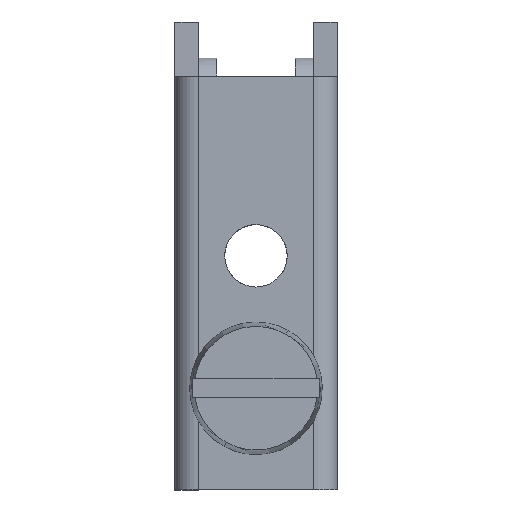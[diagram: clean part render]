
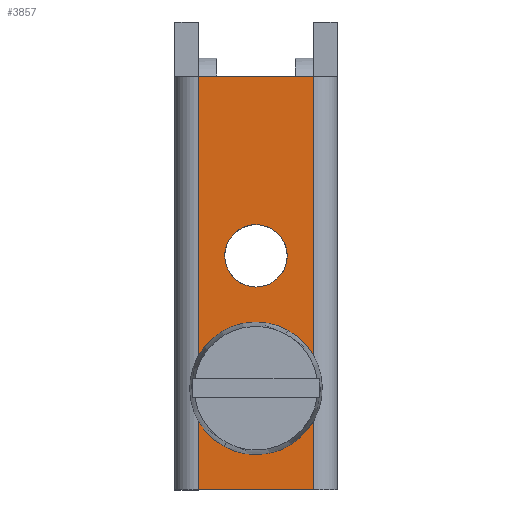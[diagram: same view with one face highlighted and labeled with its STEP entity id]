
A CAD part, top view. The second image highlights one B-rep face of the part: STEP entity #3857.
In plain terms, the highlighted planar face has unit normal (0, 0, 1).
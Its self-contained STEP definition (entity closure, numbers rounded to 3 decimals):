
#3716=AXIS2_PLACEMENT_3D('Plane Axis2P3D',#3713,#3714,#3715) ;
#3678=CARTESIAN_POINT('Line Origine',(1.51,26.5,22.504)) ;
#3682=CARTESIAN_POINT('Vertex',(1.51,26.5,22.504)) ;
#3684=CARTESIAN_POINT('Vertex',(1.51,0.,22.504)) ;
#3713=CARTESIAN_POINT('Axis2P3D Location',(5.2,0.,22.504)) ;
#3718=CARTESIAN_POINT('Line Origine',(5.201,0.,22.504)) ;
#3722=CARTESIAN_POINT('Vertex',(8.892,0.,22.504)) ;
#3725=CARTESIAN_POINT('Line Origine',(8.892,13.25,22.504)) ;
#3729=CARTESIAN_POINT('Vertex',(8.892,26.5,22.504)) ;
#3732=CARTESIAN_POINT('Line Origine',(5.201,26.5,22.504)) ;
#3744=CARTESIAN_POINT('Control Point',(5.2,13.,22.504)) ;
#3745=CARTESIAN_POINT('Control Point',(5.408,13.,22.504)) ;
#3746=CARTESIAN_POINT('Control Point',(5.615,13.027,22.504)) ;
#3747=CARTESIAN_POINT('Control Point',(5.818,13.081,22.504)) ;
#3748=CARTESIAN_POINT('Control Point',(6.206,13.241,22.504)) ;
#3749=CARTESIAN_POINT('Control Point',(6.54,13.494,22.504)) ;
#3750=CARTESIAN_POINT('Control Point',(6.689,13.642,22.504)) ;
#3751=CARTESIAN_POINT('Control Point',(6.947,13.973,22.504)) ;
#3752=CARTESIAN_POINT('Control Point',(7.111,14.358,22.504)) ;
#3753=CARTESIAN_POINT('Control Point',(7.168,14.56,22.504)) ;
#3754=CARTESIAN_POINT('Control Point',(7.227,14.975,22.504)) ;
#3755=CARTESIAN_POINT('Control Point',(7.178,15.391,22.504)) ;
#3756=CARTESIAN_POINT('Control Point',(7.127,15.594,22.504)) ;
#3757=CARTESIAN_POINT('Control Point',(6.972,15.984,22.504)) ;
#3758=CARTESIAN_POINT('Control Point',(6.723,16.321,22.504)) ;
#3759=CARTESIAN_POINT('Control Point',(6.577,16.472,22.504)) ;
#3760=CARTESIAN_POINT('Control Point',(6.249,16.734,22.504)) ;
#3761=CARTESIAN_POINT('Control Point',(5.866,16.903,22.504)) ;
#3762=CARTESIAN_POINT('Control Point',(5.664,16.962,22.504)) ;
#3763=CARTESIAN_POINT('Control Point',(5.447,16.996,22.504)) ;
#3764=CARTESIAN_POINT('Control Point',(5.23,17.,22.504)) ;
#3765=CARTESIAN_POINT('Control Point',(5.22,17.,22.504)) ;
#3766=CARTESIAN_POINT('Control Point',(5.21,17.,22.504)) ;
#3767=CARTESIAN_POINT('Control Point',(5.2,17.,22.504)) ;
#3768=CARTESIAN_POINT('Vertex',(5.2,13.,22.504)) ;
#3770=CARTESIAN_POINT('Vertex',(5.2,17.,22.504)) ;
#3774=CARTESIAN_POINT('Control Point',(5.2,17.,22.504)) ;
#3775=CARTESIAN_POINT('Control Point',(4.992,17.,22.504)) ;
#3776=CARTESIAN_POINT('Control Point',(4.785,16.973,22.504)) ;
#3777=CARTESIAN_POINT('Control Point',(4.582,16.919,22.504)) ;
#3778=CARTESIAN_POINT('Control Point',(4.194,16.759,22.504)) ;
#3779=CARTESIAN_POINT('Control Point',(3.86,16.506,22.504)) ;
#3780=CARTESIAN_POINT('Control Point',(3.711,16.358,22.504)) ;
#3781=CARTESIAN_POINT('Control Point',(3.453,16.027,22.504)) ;
#3782=CARTESIAN_POINT('Control Point',(3.289,15.642,22.504)) ;
#3783=CARTESIAN_POINT('Control Point',(3.232,15.44,22.504)) ;
#3784=CARTESIAN_POINT('Control Point',(3.173,15.025,22.504)) ;
#3785=CARTESIAN_POINT('Control Point',(3.222,14.609,22.504)) ;
#3786=CARTESIAN_POINT('Control Point',(3.273,14.406,22.504)) ;
#3787=CARTESIAN_POINT('Control Point',(3.428,14.016,22.504)) ;
#3788=CARTESIAN_POINT('Control Point',(3.677,13.679,22.504)) ;
#3789=CARTESIAN_POINT('Control Point',(3.823,13.528,22.504)) ;
#3790=CARTESIAN_POINT('Control Point',(4.151,13.266,22.504)) ;
#3791=CARTESIAN_POINT('Control Point',(4.534,13.097,22.504)) ;
#3792=CARTESIAN_POINT('Control Point',(4.736,13.038,22.504)) ;
#3793=CARTESIAN_POINT('Control Point',(4.953,13.004,22.504)) ;
#3794=CARTESIAN_POINT('Control Point',(5.17,13.,22.504)) ;
#3795=CARTESIAN_POINT('Control Point',(5.18,13.,22.504)) ;
#3796=CARTESIAN_POINT('Control Point',(5.19,13.,22.504)) ;
#3797=CARTESIAN_POINT('Control Point',(5.2,13.,22.504)) ;
#3804=CARTESIAN_POINT('Control Point',(5.2,3.9,22.504)) ;
#3805=CARTESIAN_POINT('Control Point',(5.516,3.9,22.504)) ;
#3806=CARTESIAN_POINT('Control Point',(5.831,3.948,22.504)) ;
#3807=CARTESIAN_POINT('Control Point',(6.137,4.044,22.504)) ;
#3808=CARTESIAN_POINT('Control Point',(6.711,4.326,22.504)) ;
#3809=CARTESIAN_POINT('Control Point',(7.175,4.766,22.504)) ;
#3810=CARTESIAN_POINT('Control Point',(7.372,5.019,22.504)) ;
#3811=CARTESIAN_POINT('Control Point',(7.682,5.578,22.504)) ;
#3812=CARTESIAN_POINT('Control Point',(7.812,6.203,22.504)) ;
#3813=CARTESIAN_POINT('Control Point',(7.829,6.524,22.504)) ;
#3814=CARTESIAN_POINT('Control Point',(7.765,7.159,22.504)) ;
#3815=CARTESIAN_POINT('Control Point',(7.514,7.747,22.504)) ;
#3816=CARTESIAN_POINT('Control Point',(7.344,8.02,22.504)) ;
#3817=CARTESIAN_POINT('Control Point',(6.928,8.505,22.504)) ;
#3818=CARTESIAN_POINT('Control Point',(6.388,8.845,22.504)) ;
#3819=CARTESIAN_POINT('Control Point',(6.093,8.973,22.504)) ;
#3820=CARTESIAN_POINT('Control Point',(5.731,9.067,22.504)) ;
#3821=CARTESIAN_POINT('Control Point',(5.362,9.096,22.504)) ;
#3822=CARTESIAN_POINT('Control Point',(5.308,9.099,22.504)) ;
#3823=CARTESIAN_POINT('Control Point',(5.254,9.1,22.504)) ;
#3824=CARTESIAN_POINT('Control Point',(5.2,9.1,22.504)) ;
#3825=CARTESIAN_POINT('Vertex',(5.2,3.9,22.504)) ;
#3827=CARTESIAN_POINT('Vertex',(5.2,9.1,22.504)) ;
#3831=CARTESIAN_POINT('Control Point',(5.2,9.1,22.504)) ;
#3832=CARTESIAN_POINT('Control Point',(4.884,9.1,22.504)) ;
#3833=CARTESIAN_POINT('Control Point',(4.569,9.052,22.504)) ;
#3834=CARTESIAN_POINT('Control Point',(4.263,8.956,22.504)) ;
#3835=CARTESIAN_POINT('Control Point',(3.689,8.674,22.504)) ;
#3836=CARTESIAN_POINT('Control Point',(3.225,8.234,22.504)) ;
#3837=CARTESIAN_POINT('Control Point',(3.028,7.981,22.504)) ;
#3838=CARTESIAN_POINT('Control Point',(2.718,7.422,22.504)) ;
#3839=CARTESIAN_POINT('Control Point',(2.588,6.797,22.504)) ;
#3840=CARTESIAN_POINT('Control Point',(2.571,6.476,22.504)) ;
#3841=CARTESIAN_POINT('Control Point',(2.635,5.841,22.504)) ;
#3842=CARTESIAN_POINT('Control Point',(2.886,5.253,22.504)) ;
#3843=CARTESIAN_POINT('Control Point',(3.056,4.98,22.504)) ;
#3844=CARTESIAN_POINT('Control Point',(3.472,4.495,22.504)) ;
#3845=CARTESIAN_POINT('Control Point',(4.012,4.155,22.504)) ;
#3846=CARTESIAN_POINT('Control Point',(4.307,4.027,22.504)) ;
#3847=CARTESIAN_POINT('Control Point',(4.669,3.933,22.504)) ;
#3848=CARTESIAN_POINT('Control Point',(5.038,3.904,22.504)) ;
#3849=CARTESIAN_POINT('Control Point',(5.092,3.901,22.504)) ;
#3850=CARTESIAN_POINT('Control Point',(5.146,3.9,22.504)) ;
#3851=CARTESIAN_POINT('Control Point',(5.2,3.9,22.504)) ;
#3679=DIRECTION('Vector Direction',(0.,-1.,0.)) ;
#3714=DIRECTION('Axis2P3D Direction',(0.,0.,1.)) ;
#3715=DIRECTION('Axis2P3D XDirection',(0.,-1.,0.)) ;
#3719=DIRECTION('Vector Direction',(1.,0.,0.)) ;
#3726=DIRECTION('Vector Direction',(0.,-1.,0.)) ;
#3733=DIRECTION('Vector Direction',(1.,0.,0.)) ;
#3680=VECTOR('Line Direction',#3679,1.) ;
#3720=VECTOR('Line Direction',#3719,1.) ;
#3727=VECTOR('Line Direction',#3726,1.) ;
#3734=VECTOR('Line Direction',#3733,1.) ;
#3738=ORIENTED_EDGE('',*,*,#3686,.T.) ;
#3739=ORIENTED_EDGE('',*,*,#3724,.F.) ;
#3740=ORIENTED_EDGE('',*,*,#3731,.F.) ;
#3741=ORIENTED_EDGE('',*,*,#3736,.F.) ;
#3800=ORIENTED_EDGE('',*,*,#3772,.F.) ;
#3801=ORIENTED_EDGE('',*,*,#3798,.F.) ;
#3854=ORIENTED_EDGE('',*,*,#3829,.F.) ;
#3855=ORIENTED_EDGE('',*,*,#3852,.F.) ;
#3802=FACE_BOUND('',#3799,.T.) ;
#3856=FACE_BOUND('',#3853,.T.) ;
#3857=ADVANCED_FACE('BFFU EK.1\\K\X2\00F6\X0\rper.2',(#3742,#3802,#3856),#3717,.T.) ;
#3743=B_SPLINE_CURVE_WITH_KNOTS('',5,(#3744,#3745,#3746,#3747,#3748,#3749,#3750,#3751,#3752,#3753,#3754,#3755,#3756,#3757,#3758,#3759,#3760,#3761,#3762,#3763,#3764,#3765,#3766,#3767),.UNSPECIFIED.,.F.,.U.,(6,3,3,3,3,3,3,6),(0.,1.508,3.019,4.526,6.035,7.545,9.053,9.125),.UNSPECIFIED.) ;
#3773=B_SPLINE_CURVE_WITH_KNOTS('',5,(#3774,#3775,#3776,#3777,#3778,#3779,#3780,#3781,#3782,#3783,#3784,#3785,#3786,#3787,#3788,#3789,#3790,#3791,#3792,#3793,#3794,#3795,#3796,#3797),.UNSPECIFIED.,.F.,.U.,(6,3,3,3,3,3,3,6),(0.,1.508,3.019,4.526,6.035,7.545,9.053,9.125),.UNSPECIFIED.) ;
#3803=B_SPLINE_CURVE_WITH_KNOTS('',5,(#3804,#3805,#3806,#3807,#3808,#3809,#3810,#3811,#3812,#3813,#3814,#3815,#3816,#3817,#3818,#3819,#3820,#3821,#3822,#3823,#3824),.UNSPECIFIED.,.F.,.U.,(6,3,3,3,3,3,6),(0.,2.293,4.589,6.88,9.175,11.469,11.861),.UNSPECIFIED.) ;
#3830=B_SPLINE_CURVE_WITH_KNOTS('',5,(#3831,#3832,#3833,#3834,#3835,#3836,#3837,#3838,#3839,#3840,#3841,#3842,#3843,#3844,#3845,#3846,#3847,#3848,#3849,#3850,#3851),.UNSPECIFIED.,.F.,.U.,(6,3,3,3,3,3,6),(0.,2.293,4.589,6.88,9.175,11.469,11.861),.UNSPECIFIED.) ;
#3686=EDGE_CURVE('',#3683,#3685,#3681,.T.) ;
#3724=EDGE_CURVE('',#3723,#3685,#3721,.F.) ;
#3731=EDGE_CURVE('',#3730,#3723,#3728,.T.) ;
#3736=EDGE_CURVE('',#3683,#3730,#3735,.T.) ;
#3772=EDGE_CURVE('',#3769,#3771,#3743,.T.) ;
#3798=EDGE_CURVE('',#3771,#3769,#3773,.T.) ;
#3829=EDGE_CURVE('',#3826,#3828,#3803,.T.) ;
#3852=EDGE_CURVE('',#3828,#3826,#3830,.T.) ;
#3737=EDGE_LOOP('',(#3738,#3739,#3740,#3741)) ;
#3799=EDGE_LOOP('',(#3800,#3801)) ;
#3853=EDGE_LOOP('',(#3854,#3855)) ;
#3742=FACE_OUTER_BOUND('',#3737,.T.) ;
#3681=LINE('Line',#3678,#3680) ;
#3721=LINE('Line',#3718,#3720) ;
#3728=LINE('Line',#3725,#3727) ;
#3735=LINE('Line',#3732,#3734) ;
#3717=PLANE('',#3716) ;
#3683=VERTEX_POINT('',#3682) ;
#3685=VERTEX_POINT('',#3684) ;
#3723=VERTEX_POINT('',#3722) ;
#3730=VERTEX_POINT('',#3729) ;
#3769=VERTEX_POINT('',#3768) ;
#3771=VERTEX_POINT('',#3770) ;
#3826=VERTEX_POINT('',#3825) ;
#3828=VERTEX_POINT('',#3827) ;
